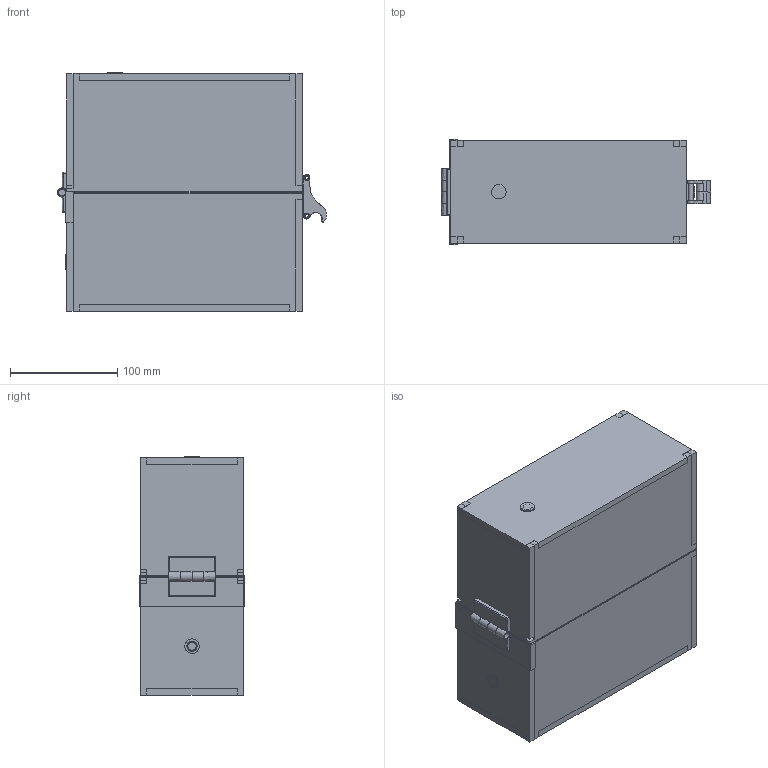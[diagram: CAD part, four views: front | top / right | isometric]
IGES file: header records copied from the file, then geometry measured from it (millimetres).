
Global section: file name: Spool Holder Universal_v24; native system: unknown; preprocessor: unknown; author: unknown; organization: unknown; date: 20200923.175830; units: millimetre
Bounding box: 251.03 x 98.8 x 222.4 mm (x, y, z)
Volume: 1470721.6 mm3; surface area: 618711 mm2
Topology: 39 solids, 39 shells, 568 faces, 1354 edges, 889 vertices
Faces by surface type: bspline 568
